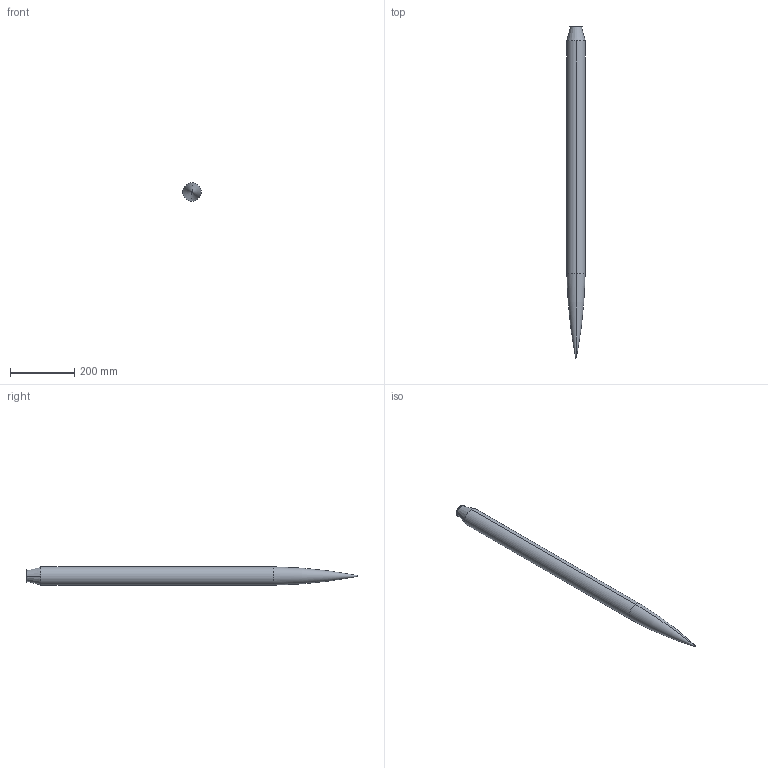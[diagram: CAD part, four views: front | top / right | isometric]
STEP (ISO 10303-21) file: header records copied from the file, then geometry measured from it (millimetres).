
FILE_DESCRIPTION (( 'STEP AP214' ), '1' );
FILE_NAME ('rocketShort_noFinSupport.STEP', '2023-08-07T21:37:16', ( '' ), ( '' ), 'SwSTEP 2.0', 'SolidWorks 2023', '' );
FILE_SCHEMA (( 'AUTOMOTIVE_DESIGN' ));
Length unit declared in the file: inch
Products named in the file (1): rocketShort_noFinSupport
Bounding box: 57.15 x 1033.93 x 57.15 mm (x, y, z)
Volume: 2275760.4 mm3; surface area: 169174.6 mm2
Topology: 1 solids, 1 shells, 19 faces, 40 edges, 23 vertices
Faces by surface type: cone 8, torus 6, cylinder 2, sphere 2, plane 1
Entity records: 543 total; most frequent: DIRECTION 110, CARTESIAN_POINT 83, ORIENTED_EDGE 80, AXIS2_PLACEMENT_3D 50, EDGE_CURVE 40, CIRCLE 30, VERTEX_POINT 23, EDGE_LOOP 19
